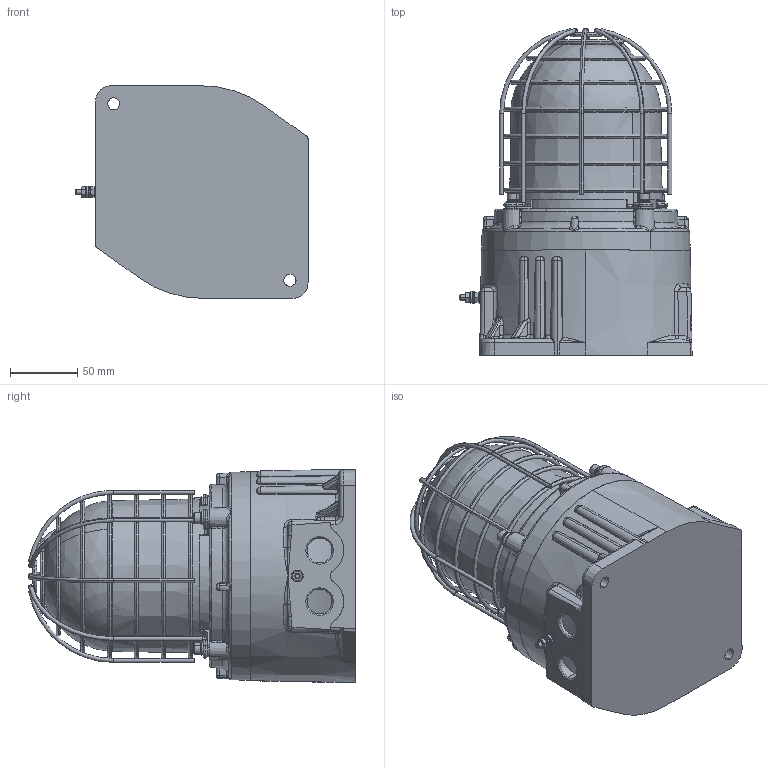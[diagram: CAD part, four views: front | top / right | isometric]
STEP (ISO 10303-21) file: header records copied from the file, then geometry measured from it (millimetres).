
FILE_DESCRIPTION (( 'STEP AP214' ), '1' );
FILE_NAME ('SK0417_Issue_A.STEP', '2015-12-18T08:57:33', ( '' ), ( '' ), 'SwSTEP 2.0', 'SolidWorks 2016', '' );
FILE_SCHEMA (( 'AUTOMOTIVE_DESIGN' ));
Length unit declared in the file: millimetre
Products named in the file (1): SK0417_Issue_A
Bounding box: 172.34 x 242.48 x 158.53 mm (x, y, z)
Volume: 3027037.2 mm3; surface area: 296091.8 mm2
Topology: 43 solids, 43 shells, 1103 faces, 2565 edges, 1492 vertices
Faces by surface type: cylinder 273, bspline 252, plane 223, torus 221, cone 122, sphere 12
Entity records: 53064 total; most frequent: CARTESIAN_POINT 17297, ORIENTED_EDGE 5010, DIRECTION 4691, EDGE_CURVE 2505, AXIS2_PLACEMENT_3D 2036, VERTEX_POINT 1492, CIRCLE 1184, EDGE_LOOP 1155
